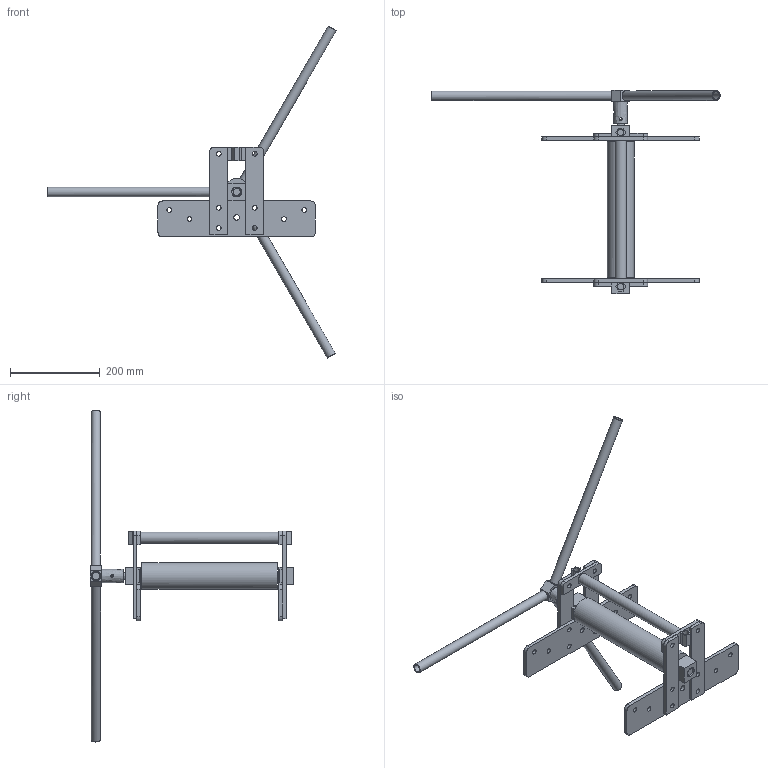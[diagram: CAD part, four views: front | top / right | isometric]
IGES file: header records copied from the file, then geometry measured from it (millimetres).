
Global section: file name: PRESSE 3D; native system: AutoCAD 2021 - English; preprocessor: Autodesk Translation Framework DWG producer (atf_dwg_producer); organization: unknown; date: 20211013.094630; units: millimetre
Bounding box: 641.15 x 452.5 x 737.96 mm (x, y, z)
Volume: 2005327 mm3; surface area: 545868.1 mm2
Topology: 25 solids, 25 shells, 209 faces, 499 edges, 335 vertices
Faces by surface type: bspline 209
